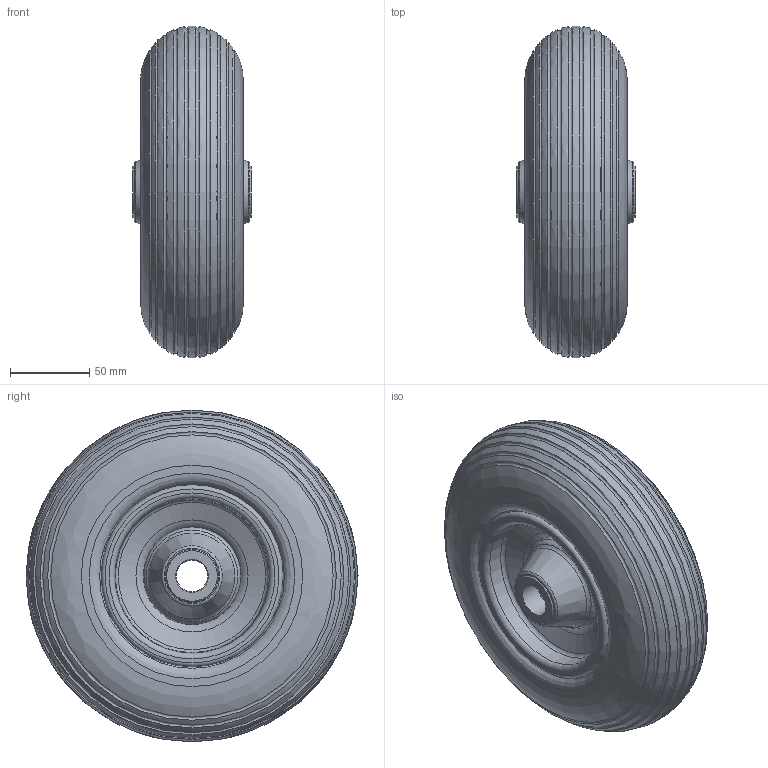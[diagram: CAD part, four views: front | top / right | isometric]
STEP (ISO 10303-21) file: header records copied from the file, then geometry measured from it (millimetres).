
FILE_DESCRIPTION (( 'STEP AP214' ), '1' );
FILE_NAME ('0022851_LRS1-230-65-75-R20.STEP', '2018-05-25T11:27:14', ( '' ), ( '' ), 'SwSTEP 2.0', 'SolidWorks 2018', '' );
FILE_SCHEMA (( 'AUTOMOTIVE_DESIGN' ));
Length unit declared in the file: millimetre
Products named in the file (1): 0022851_LRS1-230-65-75-R20
Bounding box: 75 x 209.98 x 209.9 mm (x, y, z)
Surface area: 129393.9 mm2 (no closed solid volume)
Topology: 0 solids, 2 shells, 62 faces, 118 edges, 64 vertices
Faces by surface type: torus 28, bspline 11, cone 10, plane 8, cylinder 5
Full cylindrical faces by diameter (mm): 20 x1, 21 x2, 61.5 x2
Entity records: 2223 total; most frequent: CARTESIAN_POINT 488, DIRECTION 232, ORIENTED_EDGE 124, EDGE_LOOP 124, AXIS2_PLACEMENT_3D 116, FACE_OUTER_BOUND 106, UNCERTAINTY_MEASURE_WITH_UNIT 64, EDGE_CURVE 64
